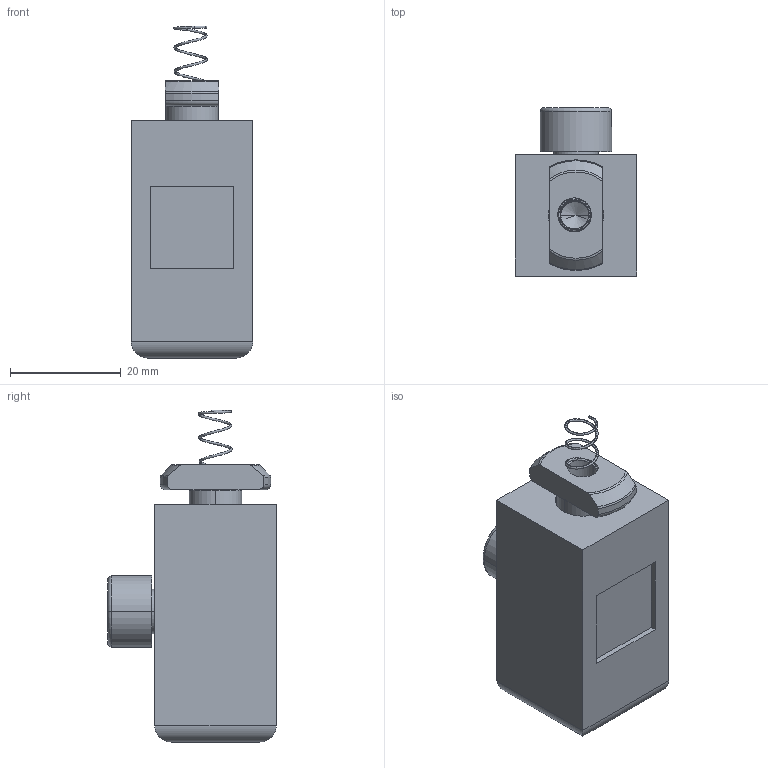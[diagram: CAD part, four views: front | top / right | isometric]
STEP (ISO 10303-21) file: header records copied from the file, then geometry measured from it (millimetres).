
FILE_DESCRIPTION(('Creo Elements/Direct Modeling STEP Export'),'2;1');
FILE_NAME('PX173344_0.stp','2022-05-04T11:10:28',(''),(''),'PTC Creo Elements/Direct Modeling STEP processor for AP214 (Solid Model)','PTC Creo Elements/Direct Modeling 19.0C 15-Aug-2015 (C) Parametric Technology GmbH','');
FILE_SCHEMA(('AUTOMOTIVE_DESIGN { 1 0 10303 214 1 1 1 1 }'));
Length unit declared in the file: millimetre
Products named in the file (6): Spannschraube-MMS-4455_Verbinder_96.4005_PX171732; Druckfeder-DIN2098_D9x08x21_96.4004_PX171727; Hammer-MMS-44-55_T-Hammer-fixierbar_96.4101_PX175380; Profileinsatz-MMS-44_Kunststoff_96.4001_PX171730; Druckfeder-DIN2098_D6x04x16_96.3002_PX173339; Profilverbinder-MMS-44_44.0040.1_PX173344
Assembly tree (5 placements, depth 2):
  Profilverbinder-MMS-44_44.0040.1_PX173344
    Druckfeder-DIN2098_D6x04x16_96.3002_PX173339
    Profileinsatz-MMS-44_Kunststoff_96.4001_PX171730
    Hammer-MMS-44-55_T-Hammer-fixierbar_96.4101_PX175380
    Druckfeder-DIN2098_D9x08x21_96.4004_PX171727
    Spannschraube-MMS-4455_Verbinder_96.4005_PX171732
Bounding box: 22.01 x 30.51 x 60.03 mm (x, y, z)
Volume: 20656.3 mm3; surface area: 9290.3 mm2
Topology: 5 solids, 5 shells, 103 faces, 243 edges, 152 vertices
Faces by surface type: plane 39, cylinder 22, bspline 16, cone 16, torus 10
Entity records: 11335 total; most frequent: CARTESIAN_POINT 8876, ORIENTED_EDGE 474, DIRECTION 368, EDGE_CURVE 237, VERTEX_POINT 152, AXIS2_PLACEMENT_3D 138, EDGE_LOOP 113, FACE_OUTER_BOUND 103
